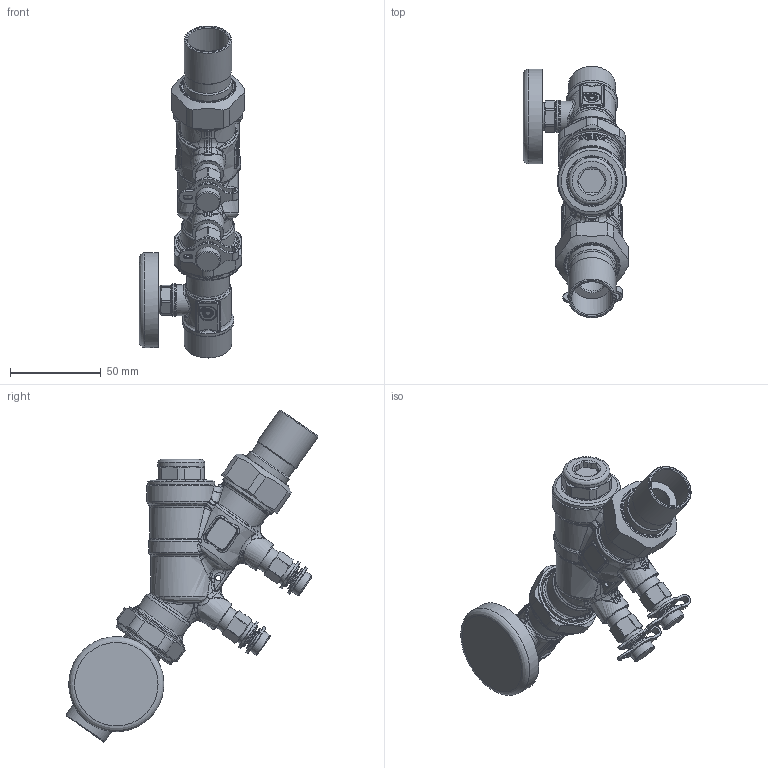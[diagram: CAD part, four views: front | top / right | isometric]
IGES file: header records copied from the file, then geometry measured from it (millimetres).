
Global section: file name: 128458AFC; native system: Autodesk Inventor 2025; preprocessor: unknown; author: ischreiner; date: 20250721.085118; units: centimetre
Bounding box: 58.23 x 138.77 x 182.89 mm (x, y, z)
Volume: 212567.7 mm3; surface area: 56389.6 mm2
Topology: 9 solids, 10 shells, 1587 faces, 3844 edges, 2245 vertices
Faces by surface type: bspline 1587
